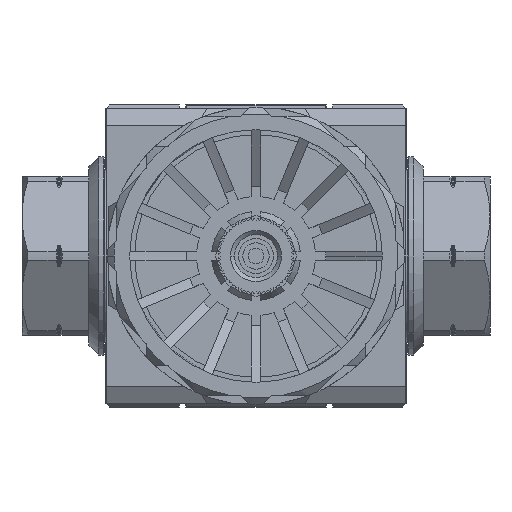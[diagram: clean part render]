
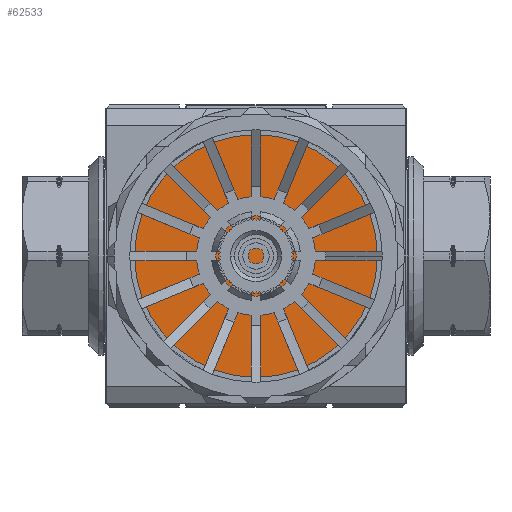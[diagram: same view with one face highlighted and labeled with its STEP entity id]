
A CAD part, front view. The second image highlights one B-rep face of the part: STEP entity #62533.
In plain terms, the highlighted planar face has unit normal (0, -1, 0).
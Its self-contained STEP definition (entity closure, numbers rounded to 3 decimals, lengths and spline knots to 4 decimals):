
#3183 = DIRECTION ( 'NONE',  ( 1., 0., 0. ) ) ;
#6528 = AXIS2_PLACEMENT_3D ( 'NONE', #27042, #48089, #42120 ) ;
#13366 = CARTESIAN_POINT ( 'NONE',  ( 0., -4.3898, 0. ) ) ;
#13425 = CIRCLE ( 'NONE', #56003, 0.9646 ) ;
#13999 = ORIENTED_EDGE ( 'NONE', *, *, #52254, .T. ) ;
#14203 = EDGE_CURVE ( 'NONE', #53452, #59267, #30520, .T. ) ;
#15515 = DIRECTION ( 'NONE',  ( 1., 0., 0. ) ) ;
#21428 = PLANE ( 'NONE',  #6528 ) ;
#26697 = FACE_OUTER_BOUND ( 'NONE', #34310, .T. ) ;
#27042 = CARTESIAN_POINT ( 'NONE',  ( 0., -4.3898, 0.9646 ) ) ;
#27176 = AXIS2_PLACEMENT_3D ( 'NONE', #13366, #35104, #3183 ) ;
#30520 = CIRCLE ( 'NONE', #27176, 0.9646 ) ;
#32289 = CARTESIAN_POINT ( 'NONE',  ( 0.9646, -4.3898, 0. ) ) ;
#34310 = EDGE_LOOP ( 'NONE', ( #53361, #13999 ) ) ;
#35104 = DIRECTION ( 'NONE',  ( 0., -1., 0. ) ) ;
#41112 = DIRECTION ( 'NONE',  ( 0., -1., 0. ) ) ;
#42120 = DIRECTION ( 'NONE',  ( -1., 0., 0. ) ) ;
#48089 = DIRECTION ( 'NONE',  ( 0., 1., 0. ) ) ;
#51666 = CARTESIAN_POINT ( 'NONE',  ( 0., -4.3898, 0. ) ) ;
#52254 = EDGE_CURVE ( 'NONE', #59267, #53452, #13425, .T. ) ;
#53361 = ORIENTED_EDGE ( 'NONE', *, *, #14203, .T. ) ;
#53452 = VERTEX_POINT ( 'NONE', #32289 ) ;
#56003 = AXIS2_PLACEMENT_3D ( 'NONE', #51666, #41112, #15515 ) ;
#59267 = VERTEX_POINT ( 'NONE', #65830 ) ;
#62533 = ADVANCED_FACE ( 'NONE', ( #26697 ), #21428, .F. ) ;
#65830 = CARTESIAN_POINT ( 'NONE',  ( -0.9646, -4.3898, 0. ) ) ;
